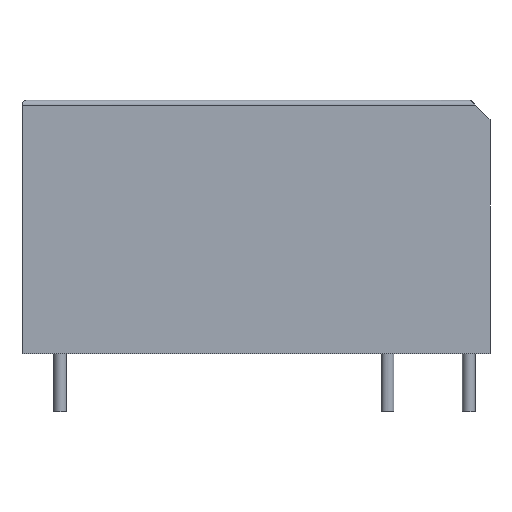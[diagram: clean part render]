
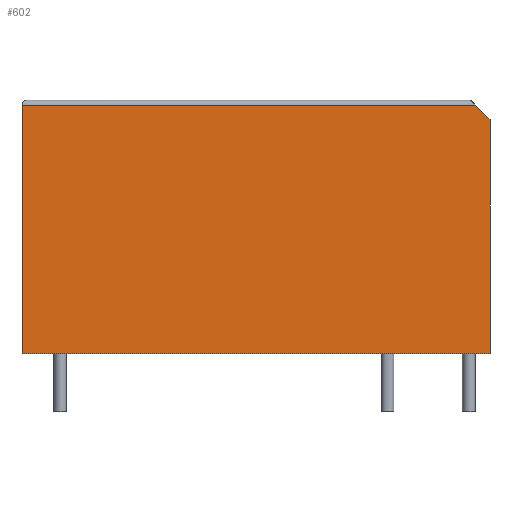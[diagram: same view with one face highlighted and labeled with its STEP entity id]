
A CAD part, front view. The second image highlights one B-rep face of the part: STEP entity #602.
In plain terms, the highlighted planar face has unit normal (0, -1, 0).
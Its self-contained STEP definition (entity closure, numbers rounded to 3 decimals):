
#57=PLANE('',#666);
#88=FACE_OUTER_BOUND('',#128,.T.);
#128=EDGE_LOOP('',(#439,#440,#441,#442,#443));
#179=LINE('',#909,#237);
#185=LINE('',#929,#243);
#186=LINE('',#931,#244);
#187=LINE('',#933,#245);
#188=LINE('',#934,#246);
#237=VECTOR('',#725,10.);
#243=VECTOR('',#745,10.);
#244=VECTOR('',#746,10.);
#245=VECTOR('',#747,10.);
#246=VECTOR('',#748,10.);
#295=VERTEX_POINT('',#907);
#296=VERTEX_POINT('',#908);
#303=VERTEX_POINT('',#928);
#304=VERTEX_POINT('',#930);
#305=VERTEX_POINT('',#932);
#347=EDGE_CURVE('',#295,#296,#179,.T.);
#357=EDGE_CURVE('',#303,#295,#185,.T.);
#358=EDGE_CURVE('',#304,#303,#186,.T.);
#359=EDGE_CURVE('',#304,#305,#187,.T.);
#360=EDGE_CURVE('',#296,#305,#188,.T.);
#439=ORIENTED_EDGE('',*,*,#347,.F.);
#440=ORIENTED_EDGE('',*,*,#357,.F.);
#441=ORIENTED_EDGE('',*,*,#358,.F.);
#442=ORIENTED_EDGE('',*,*,#359,.T.);
#443=ORIENTED_EDGE('',*,*,#360,.F.);
#602=ADVANCED_FACE('',(#88),#57,.T.);
#666=AXIS2_PLACEMENT_3D('',#927,#743,#744);
#725=DIRECTION('',(1.,0.,0.));
#743=DIRECTION('center_axis',(0.,-1.,0.));
#744=DIRECTION('ref_axis',(1.,0.,0.));
#745=DIRECTION('',(0.,0.,1.));
#746=DIRECTION('',(-1.,0.,0.));
#747=DIRECTION('',(0.,0.,1.));
#748=DIRECTION('',(0.707,0.,-0.707));
#907=CARTESIAN_POINT('',(-2.35,-6.35,15.4));
#908=CARTESIAN_POINT('',(25.75,-6.35,15.4));
#909=CARTESIAN_POINT('',(4.9,-6.35,15.4));
#927=CARTESIAN_POINT('Origin',(-2.35,-6.35,0.));
#928=CARTESIAN_POINT('',(-2.35,-6.35,0.));
#929=CARTESIAN_POINT('',(-2.35,-6.35,0.));
#930=CARTESIAN_POINT('',(26.65,-6.35,0.));
#931=CARTESIAN_POINT('',(26.65,-6.35,0.));
#932=CARTESIAN_POINT('',(26.65,-6.35,14.5));
#933=CARTESIAN_POINT('',(26.65,-6.35,0.));
#934=CARTESIAN_POINT('',(22.725,-6.35,18.425));
